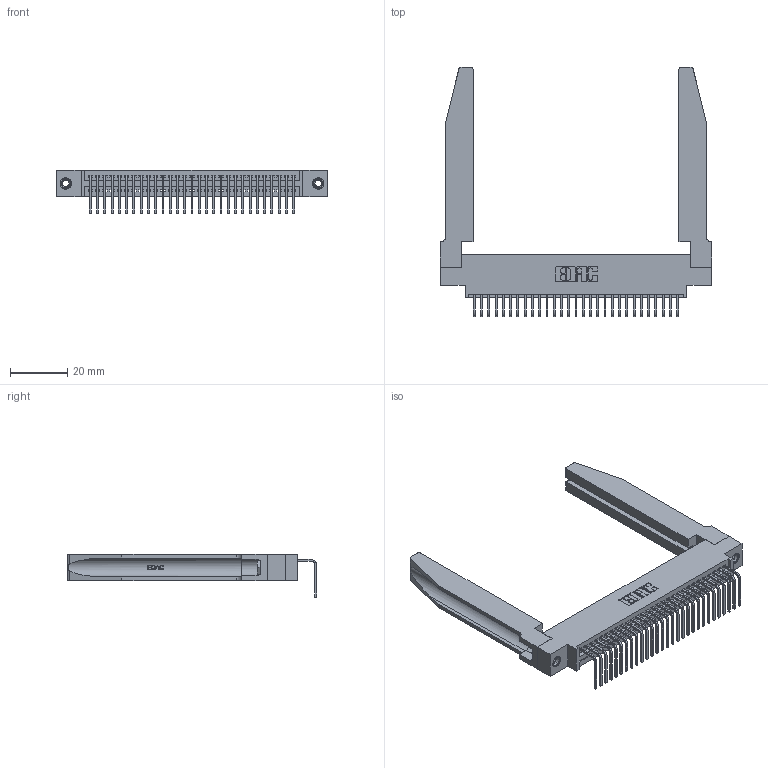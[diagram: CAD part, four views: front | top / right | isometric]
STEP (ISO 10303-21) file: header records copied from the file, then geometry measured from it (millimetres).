
FILE_DESCRIPTION (( 'STEP AP203' ), '1' );
FILE_NAME ('395-029-558-678.STEP', '2019-10-11T05:59:10', ( '' ), ( '' ), 'SwSTEP 2.0', 'SolidWorks 2016', '' );
FILE_SCHEMA (( 'CONFIG_CONTROL_DESIGN' ));
Length unit declared in the file: inch
Products named in the file (5): 395-029-558-678; 345 Part_0.170 Offset - 0.156 Dia-TH; 345-292-001_558 Tail - 2; 345-250-001_345-250-001-102; 345-220-078_345-220-078
Assembly tree (34 placements, depth 2):
  395-029-558-678
    345 Part_0.170 Offset - 0.156 Dia-TH
    345-292-001_558 Tail - 2  x29
    345-250-001_345-250-001-102  x2
    345-220-078_345-220-078  x2
Bounding box: 94.89 x 87.11 x 15.37 mm (x, y, z)
Volume: 16660.4 mm3; surface area: 19177.1 mm2
Topology: 34 solids, 34 shells, 2104 faces, 6239 edges, 4110 vertices
Faces by surface type: plane 1444, cylinder 608, bspline 36, cone 12, torus 4
Entity records: 28532 total; most frequent: CARTESIAN_POINT 5842, ORIENTED_EDGE 4702, DIRECTION 4127, EDGE_CURVE 2351, VECTOR 2009, LINE 2009, VERTEX_POINT 1560, AXIS2_PLACEMENT_3D 1059
